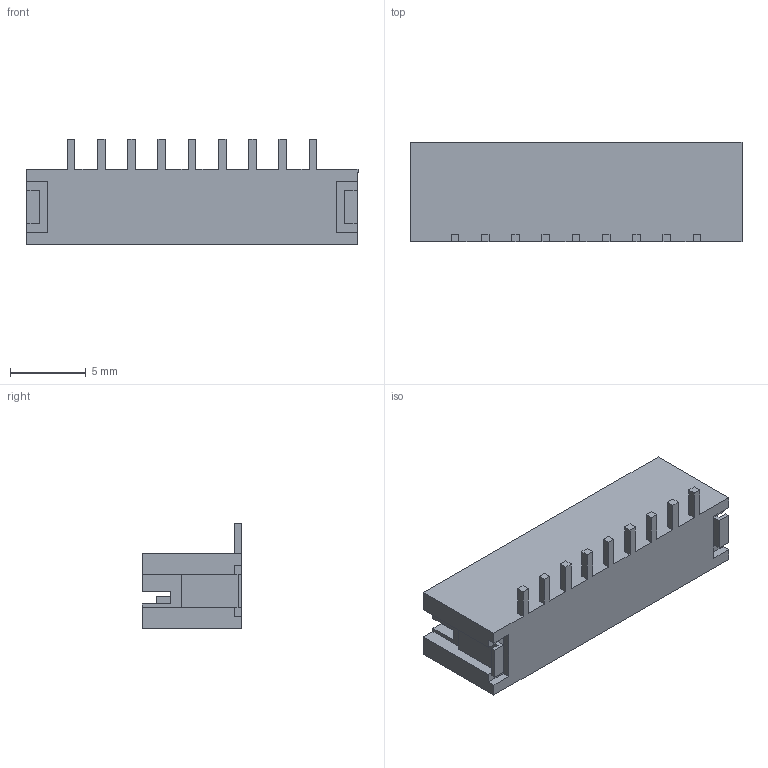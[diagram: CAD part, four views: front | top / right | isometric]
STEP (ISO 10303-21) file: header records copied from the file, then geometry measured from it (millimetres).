
FILE_DESCRIPTION (( 'STEP AP214' ), '1' );
FILE_NAME ('B9B-PH-SM4.STEP', '2010-06-14T04:36:47', ( ' ' ), ( ' ' ), 'SwSTEP 2.0', 'SolidWorks 2005235', '' );
FILE_SCHEMA (( 'AUTOMOTIVE_DESIGN' ));
Length unit declared in the file: millimetre
Products named in the file (1): B9B-PH-SM4
Bounding box: 21.95 x 6.6 x 7 mm (x, y, z)
Volume: 363.3 mm3; surface area: 794.4 mm2
Topology: 1 solids, 1 shells, 139 faces, 378 edges, 250 vertices
Faces by surface type: plane 139
Entity records: 5836 total; most frequent: CARTESIAN_POINT 768, ORIENTED_EDGE 756, DIRECTION 658, EDGE_CURVE 378, VECTOR 378, LINE 378, VERTEX_POINT 250, EDGE_LOOP 148
